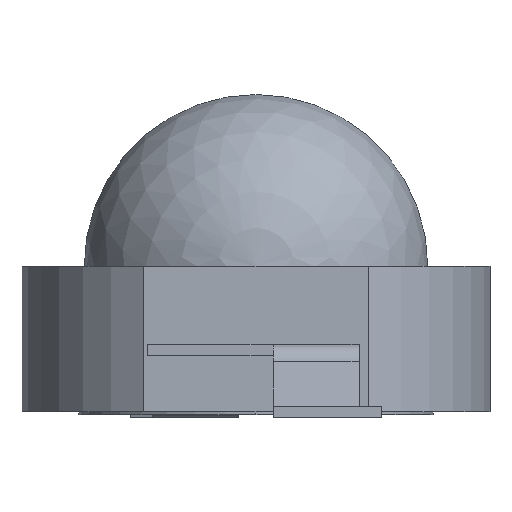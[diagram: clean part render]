
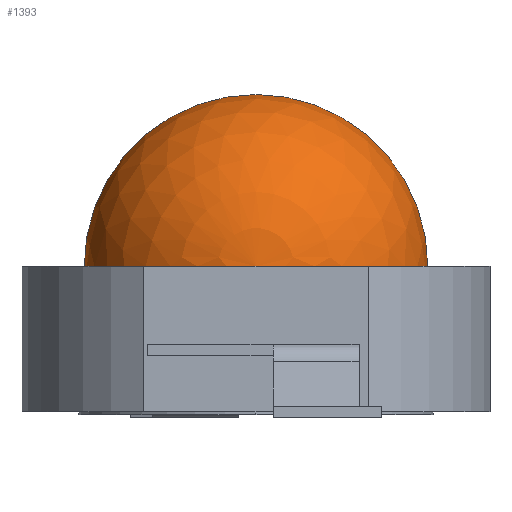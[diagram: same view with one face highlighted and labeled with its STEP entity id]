
A CAD part, left-side view. The second image highlights one B-rep face of the part: STEP entity #1393.
In plain terms, the highlighted spherical face has radius 3 mm.
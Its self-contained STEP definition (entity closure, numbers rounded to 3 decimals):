
#39 = CARTESIAN_POINT ( 'NONE',  ( 0., -3., 2.54 ) ) ;
#130 = CARTESIAN_POINT ( 'NONE',  ( 0., 0., 2.54 ) ) ;
#141 = EDGE_CURVE ( 'NONE', #2398, #1271, #785, .T. ) ;
#215 = CARTESIAN_POINT ( 'NONE',  ( 0., 0., 2.54 ) ) ;
#293 = CARTESIAN_POINT ( 'NONE',  ( 0., 0., 2.54 ) ) ;
#310 = AXIS2_PLACEMENT_3D ( 'NONE', #293, #1641, #2414 ) ;
#325 = DIRECTION ( 'NONE',  ( -1., 0., 0. ) ) ;
#413 = EDGE_LOOP ( 'NONE', ( #2510, #1151, #886 ) ) ;
#523 = DIRECTION ( 'NONE',  ( 0., -1., 0. ) ) ;
#667 = AXIS2_PLACEMENT_3D ( 'NONE', #823, #2204, #1442 ) ;
#778 = EDGE_CURVE ( 'NONE', #1490, #1271, #1688, .T. ) ;
#785 = CIRCLE ( 'NONE', #310, 3. ) ;
#823 = CARTESIAN_POINT ( 'NONE',  ( 0., 0., 2.54 ) ) ;
#858 = FACE_OUTER_BOUND ( 'NONE', #413, .T. ) ;
#886 = ORIENTED_EDGE ( 'NONE', *, *, #141, .F. ) ;
#893 = CARTESIAN_POINT ( 'NONE',  ( 0., 0., 5.54 ) ) ;
#990 = DIRECTION ( 'NONE',  ( 1., 0., 0. ) ) ;
#1151 = ORIENTED_EDGE ( 'NONE', *, *, #778, .T. ) ;
#1187 = AXIS2_PLACEMENT_3D ( 'NONE', #215, #990, #1340 ) ;
#1271 = VERTEX_POINT ( 'NONE', #2286 ) ;
#1340 = DIRECTION ( 'NONE',  ( 0., 0., -1. ) ) ;
#1393 = ADVANCED_FACE ( 'NONE', ( #858 ), #2258, .T. ) ;
#1442 = DIRECTION ( 'NONE',  ( 0., -1., 0. ) ) ;
#1490 = VERTEX_POINT ( 'NONE', #893 ) ;
#1543 = CIRCLE ( 'NONE', #1187, 3. ) ;
#1556 = AXIS2_PLACEMENT_3D ( 'NONE', #130, #325, #523 ) ;
#1641 = DIRECTION ( 'NONE',  ( 0., 0., -1. ) ) ;
#1688 = CIRCLE ( 'NONE', #667, 3. ) ;
#2204 = DIRECTION ( 'NONE',  ( -1., 0., 0. ) ) ;
#2255 = EDGE_CURVE ( 'NONE', #1490, #2398, #1543, .T. ) ;
#2258 = SPHERICAL_SURFACE ( 'NONE', #1556, 3. ) ;
#2286 = CARTESIAN_POINT ( 'NONE',  ( 0., 3., 2.54 ) ) ;
#2398 = VERTEX_POINT ( 'NONE', #39 ) ;
#2414 = DIRECTION ( 'NONE',  ( -1., 0., 0. ) ) ;
#2510 = ORIENTED_EDGE ( 'NONE', *, *, #2255, .F. ) ;
